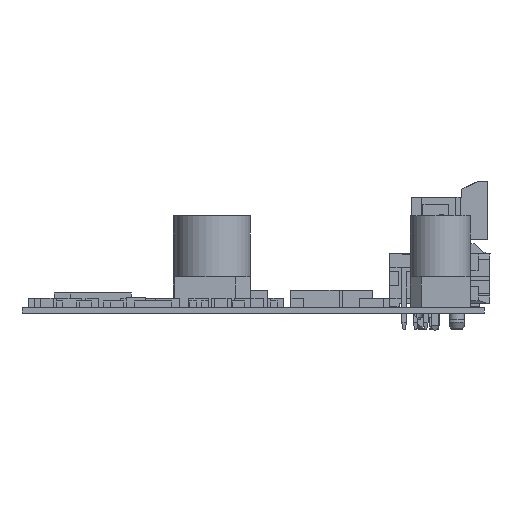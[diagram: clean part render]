
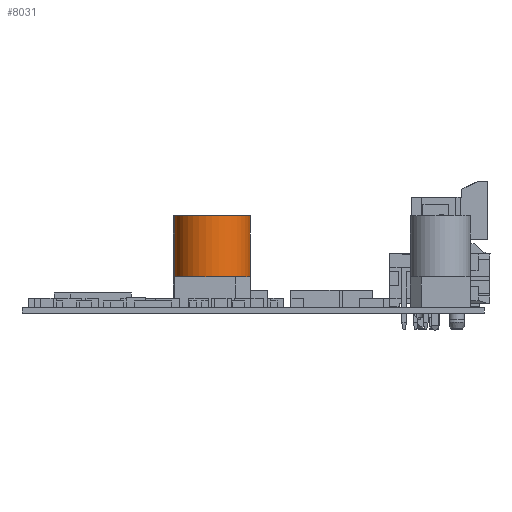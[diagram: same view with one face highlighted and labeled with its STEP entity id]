
A CAD part, left-side view. The second image highlights one B-rep face of the part: STEP entity #8031.
In plain terms, the highlighted cylindrical face has radius 5.25 mm (diameter 10.5 mm), a full revolution.
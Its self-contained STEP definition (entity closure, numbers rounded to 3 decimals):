
#8031 = ADVANCED_FACE('',(#8032),#8059,.T.);
#8032 = FACE_BOUND('',#8033,.T.);
#8033 = EDGE_LOOP('',(#8034,#8043,#8051,#8058));
#8034 = ORIENTED_EDGE('',*,*,#8035,.T.);
#8035 = EDGE_CURVE('',#8036,#8036,#8038,.T.);
#8036 = VERTEX_POINT('',#8037);
#8037 = CARTESIAN_POINT('',(5.25,0.,0.));
#8038 = CIRCLE('',#8039,5.25);
#8039 = AXIS2_PLACEMENT_3D('',#8040,#8041,#8042);
#8040 = CARTESIAN_POINT('',(0.,0.,0.));
#8041 = DIRECTION('',(0.,0.,1.));
#8042 = DIRECTION('',(1.,0.,0.));
#8043 = ORIENTED_EDGE('',*,*,#8044,.T.);
#8044 = EDGE_CURVE('',#8036,#8045,#8047,.T.);
#8045 = VERTEX_POINT('',#8046);
#8046 = CARTESIAN_POINT('',(5.25,0.,12.7));
#8047 = LINE('',#8048,#8049);
#8048 = CARTESIAN_POINT('',(5.25,0.,0.));
#8049 = VECTOR('',#8050,1.);
#8050 = DIRECTION('',(0.,0.,1.));
#8051 = ORIENTED_EDGE('',*,*,#8052,.F.);
#8052 = EDGE_CURVE('',#8045,#8045,#8053,.T.);
#8053 = CIRCLE('',#8054,5.25);
#8054 = AXIS2_PLACEMENT_3D('',#8055,#8056,#8057);
#8055 = CARTESIAN_POINT('',(0.,0.,12.7));
#8056 = DIRECTION('',(0.,0.,1.));
#8057 = DIRECTION('',(1.,0.,0.));
#8058 = ORIENTED_EDGE('',*,*,#8044,.F.);
#8059 = CYLINDRICAL_SURFACE('',#8060,5.25);
#8060 = AXIS2_PLACEMENT_3D('',#8061,#8062,#8063);
#8061 = CARTESIAN_POINT('',(0.,0.,0.));
#8062 = DIRECTION('',(0.,0.,-1.));
#8063 = DIRECTION('',(1.,0.,0.));
